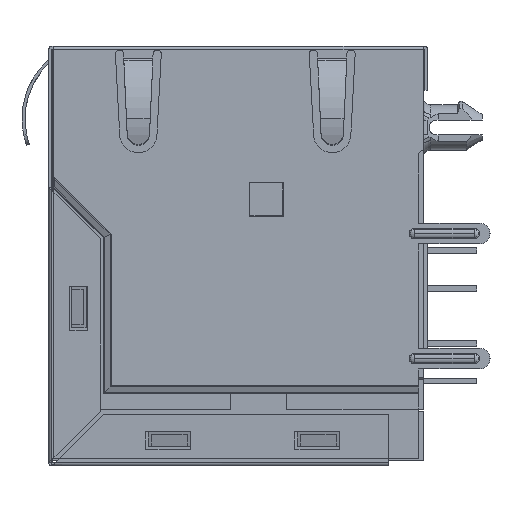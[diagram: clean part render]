
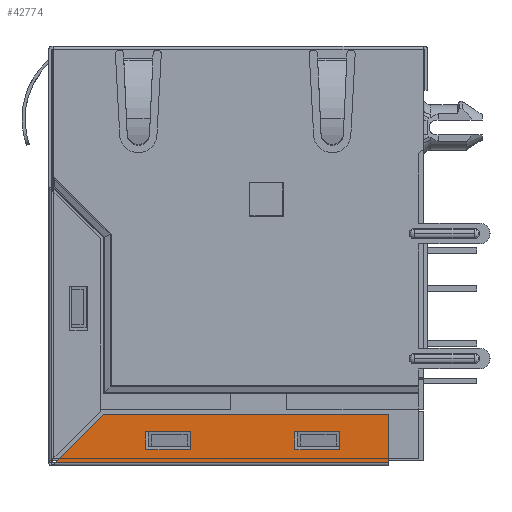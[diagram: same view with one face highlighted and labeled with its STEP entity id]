
A CAD part, left-side view. The second image highlights one B-rep face of the part: STEP entity #42774.
In plain terms, the highlighted planar face has unit normal (-1, 0, 0).
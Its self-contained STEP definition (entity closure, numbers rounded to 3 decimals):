
#1176 = ORIENTED_EDGE ( 'NONE', *, *, #110404, .T. ) ;
#3353 = CARTESIAN_POINT ( 'NONE',  ( -31.875, 3.165, -26.78 ) ) ;
#3899 = CARTESIAN_POINT ( 'NONE',  ( -31.875, -6.835, -26.78 ) ) ;
#4121 = EDGE_LOOP ( 'NONE', ( #50117, #72246, #1176, #109763 ) ) ;
#4349 = CARTESIAN_POINT ( 'NONE',  ( -31.875, 6.165, -26.78 ) ) ;
#4517 = EDGE_CURVE ( 'NONE', #102382, #79761, #49929, .T. ) ;
#7546 = B_SPLINE_CURVE_WITH_KNOTS ( 'NONE', 1,
 ( #3353, #4349 ),
 .UNSPECIFIED., .F., .F.,
 ( 2, 2 ),
 ( 0., 1. ),
 .UNSPECIFIED. ) ;
#9565 = CARTESIAN_POINT ( 'NONE',  ( -31.875, 6.165, -25.58 ) ) ;
#11570 = CARTESIAN_POINT ( 'NONE',  ( -31.875, 3.165, -26.78 ) ) ;
#12762 = PLANE ( 'NONE',  #82413 ) ;
#13254 = CARTESIAN_POINT ( 'NONE',  ( -31.875, 12.693, -27.766 ) ) ;
#14142 = B_SPLINE_CURVE_WITH_KNOTS ( 'NONE', 1,
 ( #100789, #89935 ),
 .UNSPECIFIED., .F., .F.,
 ( 2, 2 ),
 ( 0., 1. ),
 .UNSPECIFIED. ) ;
#14831 = VERTEX_POINT ( 'NONE', #23340 ) ;
#18613 = CARTESIAN_POINT ( 'NONE',  ( -31.875, 9.005, -24.43 ) ) ;
#19236 = B_SPLINE_CURVE_WITH_KNOTS ( 'NONE', 1,
 ( #36326, #46624 ),
 .UNSPECIFIED., .F., .F.,
 ( 2, 2 ),
 ( 0., 1. ),
 .UNSPECIFIED. ) ;
#19262 = CARTESIAN_POINT ( 'NONE',  ( -31.875, -6.835, -26.78 ) ) ;
#20698 = EDGE_CURVE ( 'NONE', #79761, #48229, #78794, .T. ) ;
#21781 = EDGE_CURVE ( 'NONE', #131158, #43858, #19236, .T. ) ;
#23340 = CARTESIAN_POINT ( 'NONE',  ( -31.875, -10.135, -27.67 ) ) ;
#25172 = CARTESIAN_POINT ( 'NONE',  ( -31.875, -3.835, -25.58 ) ) ;
#29611 = CARTESIAN_POINT ( 'NONE',  ( -31.875, 6.165, -26.78 ) ) ;
#31108 = CARTESIAN_POINT ( 'NONE',  ( -31.875, -6.835, -25.58 ) ) ;
#35928 = VERTEX_POINT ( 'NONE', #92534 ) ;
#36326 = CARTESIAN_POINT ( 'NONE',  ( -31.875, 12.245, -27.67 ) ) ;
#36659 = CARTESIAN_POINT ( 'NONE',  ( -31.875, 3.165, -26.78 ) ) ;
#37369 = CARTESIAN_POINT ( 'NONE',  ( -31.875, 12.245, -27.67 ) ) ;
#41875 = ORIENTED_EDGE ( 'NONE', *, *, #128026, .T. ) ;
#42774 = ADVANCED_FACE ( 'NONE', ( #61476, #117886, #112644 ), #12762, .T. ) ;
#43858 = VERTEX_POINT ( 'NONE', #18613 ) ;
#46624 = CARTESIAN_POINT ( 'NONE',  ( -31.875, 9.005, -24.43 ) ) ;
#48229 = VERTEX_POINT ( 'NONE', #49479 ) ;
#48360 = B_SPLINE_CURVE_WITH_KNOTS ( 'NONE', 1,
 ( #135142, #9565 ),
 .UNSPECIFIED., .F., .F.,
 ( 2, 2 ),
 ( 0., 1. ),
 .UNSPECIFIED. ) ;
#49479 = CARTESIAN_POINT ( 'NONE',  ( -31.875, -6.835, -25.58 ) ) ;
#49929 = B_SPLINE_CURVE_WITH_KNOTS ( 'NONE', 1,
 ( #125698, #25172 ),
 .UNSPECIFIED., .F., .F.,
 ( 2, 2 ),
 ( 0., 1. ),
 .UNSPECIFIED. ) ;
#50117 = ORIENTED_EDGE ( 'NONE', *, *, #4517, .T. ) ;
#56662 = CARTESIAN_POINT ( 'NONE',  ( -31.875, 3.165, -25.58 ) ) ;
#56795 = ORIENTED_EDGE ( 'NONE', *, *, #83962, .T. ) ;
#58354 = B_SPLINE_CURVE_WITH_KNOTS ( 'NONE', 1,
 ( #104106, #36659 ),
 .UNSPECIFIED., .F., .F.,
 ( 2, 2 ),
 ( 0., 1. ),
 .UNSPECIFIED. ) ;
#58766 = EDGE_CURVE ( 'NONE', #125373, #130037, #48360, .T. ) ;
#61476 = FACE_OUTER_BOUND ( 'NONE', #145577, .T. ) ;
#62343 = EDGE_CURVE ( 'NONE', #71012, #102382, #142498, .T. ) ;
#68234 = EDGE_CURVE ( 'NONE', #43858, #35928, #14142, .T. ) ;
#71012 = VERTEX_POINT ( 'NONE', #3899 ) ;
#72246 = ORIENTED_EDGE ( 'NONE', *, *, #20698, .T. ) ;
#72605 = B_SPLINE_CURVE_WITH_KNOTS ( 'NONE', 1,
 ( #131428, #109271 ),
 .UNSPECIFIED., .F., .F.,
 ( 2, 2 ),
 ( 0., 1. ),
 .UNSPECIFIED. ) ;
#76819 = EDGE_CURVE ( 'NONE', #137185, #123016, #58354, .T. ) ;
#78794 = B_SPLINE_CURVE_WITH_KNOTS ( 'NONE', 1,
 ( #146059, #79540 ),
 .UNSPECIFIED., .F., .F.,
 ( 2, 2 ),
 ( 0., 1. ),
 .UNSPECIFIED. ) ;
#79540 = CARTESIAN_POINT ( 'NONE',  ( -31.875, -6.835, -25.58 ) ) ;
#79761 = VERTEX_POINT ( 'NONE', #121386 ) ;
#80141 = ORIENTED_EDGE ( 'NONE', *, *, #96164, .F. ) ;
#82413 = AXIS2_PLACEMENT_3D ( 'NONE', #13254, #102926, #124162 ) ;
#83962 = EDGE_CURVE ( 'NONE', #131158, #14831, #120614, .T. ) ;
#89760 = ORIENTED_EDGE ( 'NONE', *, *, #76819, .T. ) ;
#89935 = CARTESIAN_POINT ( 'NONE',  ( -31.875, -10.135, -24.43 ) ) ;
#92534 = CARTESIAN_POINT ( 'NONE',  ( -31.875, -10.135, -24.43 ) ) ;
#96164 = EDGE_CURVE ( 'NONE', #35928, #14831, #113248, .T. ) ;
#97558 = EDGE_LOOP ( 'NONE', ( #117573, #41875, #89760, #136296 ) ) ;
#100789 = CARTESIAN_POINT ( 'NONE',  ( -31.875, 9.005, -24.43 ) ) ;
#102382 = VERTEX_POINT ( 'NONE', #143669 ) ;
#102926 = DIRECTION ( 'NONE',  ( -1., 0., 0. ) ) ;
#104106 = CARTESIAN_POINT ( 'NONE',  ( -31.875, 3.165, -25.58 ) ) ;
#104698 = CARTESIAN_POINT ( 'NONE',  ( -31.875, -10.135, -27.67 ) ) ;
#105685 = CARTESIAN_POINT ( 'NONE',  ( -31.875, 12.245, -27.67 ) ) ;
#109271 = CARTESIAN_POINT ( 'NONE',  ( -31.875, 3.165, -25.58 ) ) ;
#109763 = ORIENTED_EDGE ( 'NONE', *, *, #62343, .T. ) ;
#110404 = EDGE_CURVE ( 'NONE', #48229, #71012, #139705, .T. ) ;
#112644 = FACE_BOUND ( 'NONE', #4121, .T. ) ;
#113248 = B_SPLINE_CURVE_WITH_KNOTS ( 'NONE', 1,
 ( #127870, #116513 ),
 .UNSPECIFIED., .F., .F.,
 ( 2, 2 ),
 ( 0., 1. ),
 .UNSPECIFIED. ) ;
#116513 = CARTESIAN_POINT ( 'NONE',  ( -31.875, -10.135, -27.67 ) ) ;
#117573 = ORIENTED_EDGE ( 'NONE', *, *, #58766, .T. ) ;
#117886 = FACE_BOUND ( 'NONE', #97558, .T. ) ;
#120614 = B_SPLINE_CURVE_WITH_KNOTS ( 'NONE', 1,
 ( #105685, #104698 ),
 .UNSPECIFIED., .F., .F.,
 ( 2, 2 ),
 ( 0., 1. ),
 .UNSPECIFIED. ) ;
#121386 = CARTESIAN_POINT ( 'NONE',  ( -31.875, -3.835, -25.58 ) ) ;
#123016 = VERTEX_POINT ( 'NONE', #11570 ) ;
#124162 = DIRECTION ( 'NONE',  ( 0., -1., 0. ) ) ;
#125373 = VERTEX_POINT ( 'NONE', #29611 ) ;
#125698 = CARTESIAN_POINT ( 'NONE',  ( -31.875, -3.835, -26.78 ) ) ;
#127845 = CARTESIAN_POINT ( 'NONE',  ( -31.875, 6.165, -25.58 ) ) ;
#127870 = CARTESIAN_POINT ( 'NONE',  ( -31.875, -10.135, -24.43 ) ) ;
#128026 = EDGE_CURVE ( 'NONE', #130037, #137185, #72605, .T. ) ;
#130037 = VERTEX_POINT ( 'NONE', #127845 ) ;
#130673 = ORIENTED_EDGE ( 'NONE', *, *, #68234, .F. ) ;
#131158 = VERTEX_POINT ( 'NONE', #37369 ) ;
#131428 = CARTESIAN_POINT ( 'NONE',  ( -31.875, 6.165, -25.58 ) ) ;
#133198 = CARTESIAN_POINT ( 'NONE',  ( -31.875, -3.835, -26.78 ) ) ;
#135142 = CARTESIAN_POINT ( 'NONE',  ( -31.875, 6.165, -26.78 ) ) ;
#136296 = ORIENTED_EDGE ( 'NONE', *, *, #141051, .T. ) ;
#137185 = VERTEX_POINT ( 'NONE', #56662 ) ;
#139705 = B_SPLINE_CURVE_WITH_KNOTS ( 'NONE', 1,
 ( #31108, #19262 ),
 .UNSPECIFIED., .F., .F.,
 ( 2, 2 ),
 ( 0., 1. ),
 .UNSPECIFIED. ) ;
#141051 = EDGE_CURVE ( 'NONE', #123016, #125373, #7546, .T. ) ;
#142498 = B_SPLINE_CURVE_WITH_KNOTS ( 'NONE', 1,
 ( #143111, #133198 ),
 .UNSPECIFIED., .F., .F.,
 ( 2, 2 ),
 ( 0., 1. ),
 .UNSPECIFIED. ) ;
#143111 = CARTESIAN_POINT ( 'NONE',  ( -31.875, -6.835, -26.78 ) ) ;
#143669 = CARTESIAN_POINT ( 'NONE',  ( -31.875, -3.835, -26.78 ) ) ;
#145577 = EDGE_LOOP ( 'NONE', ( #146120, #56795, #80141, #130673 ) ) ;
#146059 = CARTESIAN_POINT ( 'NONE',  ( -31.875, -3.835, -25.58 ) ) ;
#146120 = ORIENTED_EDGE ( 'NONE', *, *, #21781, .F. ) ;
